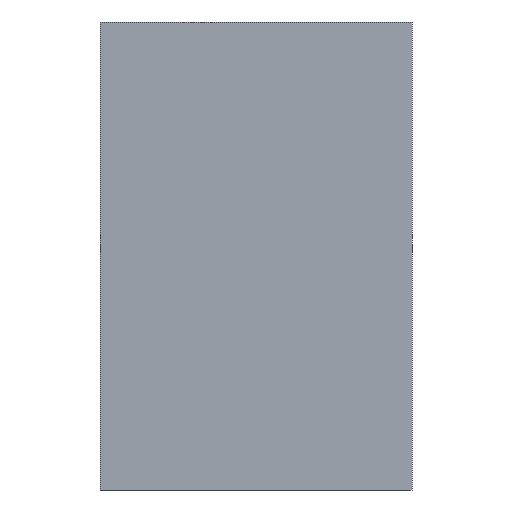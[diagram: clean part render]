
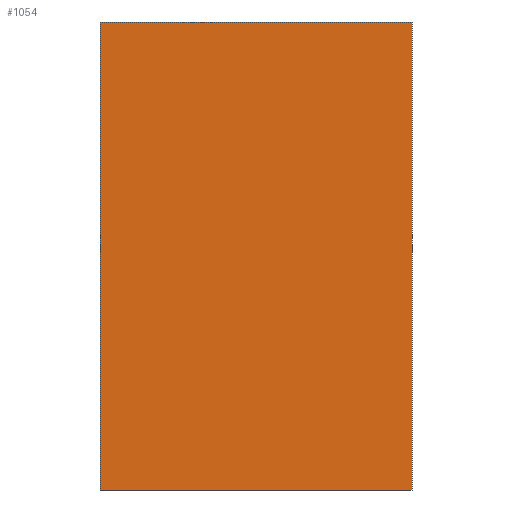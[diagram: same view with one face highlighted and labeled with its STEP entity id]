
A CAD part, front view. The second image highlights one B-rep face of the part: STEP entity #1054.
In plain terms, the highlighted planar face has unit normal (0, -1, 0).
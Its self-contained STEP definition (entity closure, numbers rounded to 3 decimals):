
#84=LINE('',#1809,#162);
#88=LINE('',#1815,#166);
#89=LINE('',#1818,#167);
#90=LINE('',#1819,#168);
#162=VECTOR('',#1528,10.);
#166=VECTOR('',#1534,10.);
#167=VECTOR('',#1537,10.);
#168=VECTOR('',#1538,10.);
#235=FACE_OUTER_BOUND('',#303,.T.);
#303=EDGE_LOOP('',(#838,#839,#840,#841));
#434=VERTEX_POINT('',#1807);
#435=VERTEX_POINT('',#1808);
#436=VERTEX_POINT('',#1813);
#437=VERTEX_POINT('',#1817);
#568=EDGE_CURVE('',#434,#435,#84,.T.);
#572=EDGE_CURVE('',#435,#436,#88,.T.);
#573=EDGE_CURVE('',#436,#437,#89,.T.);
#574=EDGE_CURVE('',#434,#437,#90,.T.);
#838=ORIENTED_EDGE('',*,*,#573,.T.);
#839=ORIENTED_EDGE('',*,*,#574,.F.);
#840=ORIENTED_EDGE('',*,*,#568,.T.);
#841=ORIENTED_EDGE('',*,*,#572,.T.);
#917=PLANE('',#1205);
#1054=ADVANCED_FACE('',(#235),#917,.T.);
#1205=AXIS2_PLACEMENT_3D('',#1816,#1535,#1536);
#1528=DIRECTION('',(1.,0.,0.));
#1534=DIRECTION('',(0.,0.,1.));
#1535=DIRECTION('center_axis',(0.,-1.,0.));
#1536=DIRECTION('ref_axis',(0.,0.,-1.));
#1537=DIRECTION('',(-1.,0.,0.));
#1538=DIRECTION('',(0.,0.,1.));
#1807=CARTESIAN_POINT('',(-20.,0.,-30.));
#1808=CARTESIAN_POINT('',(20.,0.,-30.));
#1809=CARTESIAN_POINT('',(-20.,0.,-30.));
#1813=CARTESIAN_POINT('',(20.,0.,30.));
#1815=CARTESIAN_POINT('',(20.,0.,0.));
#1816=CARTESIAN_POINT('Origin',(20.,0.,0.));
#1817=CARTESIAN_POINT('',(-20.,0.,30.));
#1818=CARTESIAN_POINT('',(-20.,0.,30.));
#1819=CARTESIAN_POINT('',(-20.,0.,0.));
